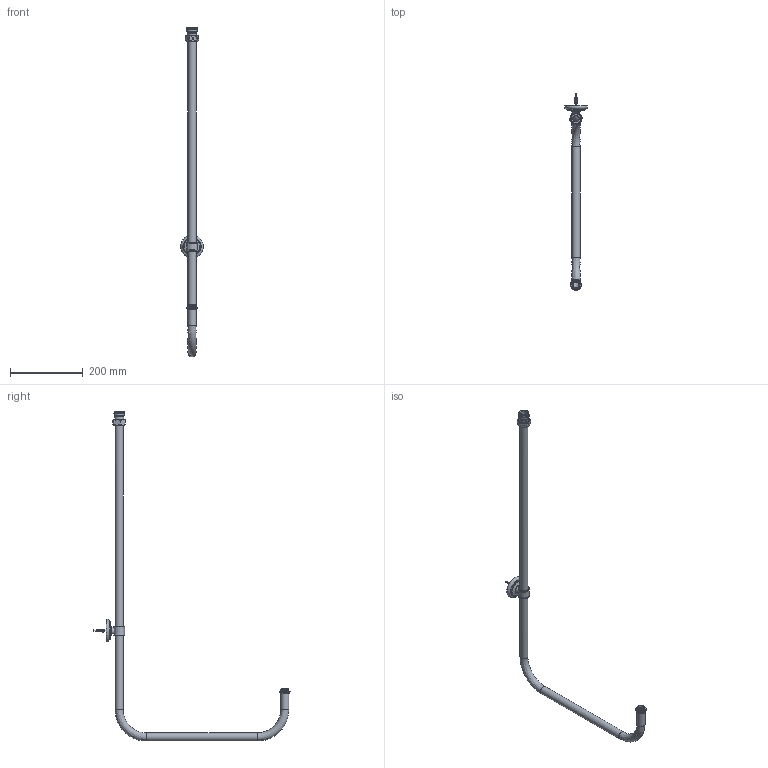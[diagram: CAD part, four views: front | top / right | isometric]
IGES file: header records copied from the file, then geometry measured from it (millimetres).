
Global section: file name: V223; native system: Autodesk Inventor 2018; preprocessor: unknown; author: gwilkes; date: 20190708.154654; units: millimetre
Bounding box: 62 x 538.47 x 904.48 mm (x, y, z)
Volume: 153958.6 mm3; surface area: 214371.6 mm2
Topology: 15 solids, 15 shells, 373 faces, 1073 edges, 733 vertices
Faces by surface type: bspline 373
